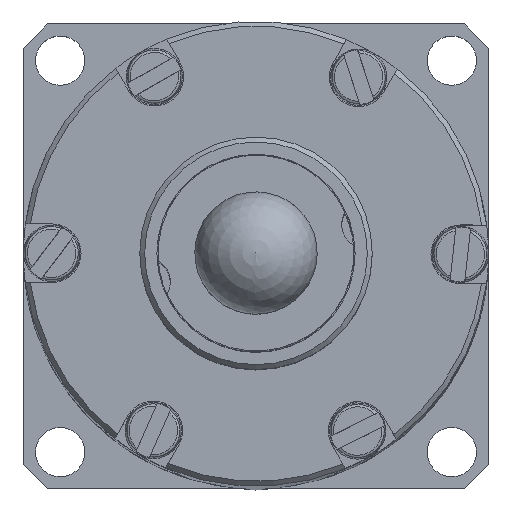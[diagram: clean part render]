
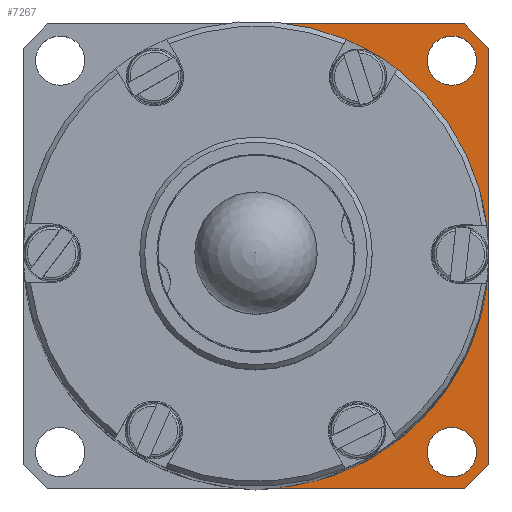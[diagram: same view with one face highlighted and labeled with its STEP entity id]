
A CAD part, top view. The second image highlights one B-rep face of the part: STEP entity #7267.
In plain terms, the highlighted planar face has unit normal (0, 0, 1).
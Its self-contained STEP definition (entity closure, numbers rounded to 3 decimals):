
#424=LINE('',#13059,#722);
#433=LINE('',#13108,#731);
#437=LINE('',#13114,#735);
#440=LINE('',#13121,#738);
#444=LINE('',#13129,#742);
#452=LINE('',#13161,#750);
#453=LINE('',#13164,#751);
#722=VECTOR('',#9385,17.);
#731=VECTOR('',#9438,8.5);
#735=VECTOR('',#9446,1.414);
#738=VECTOR('',#9453,1.414);
#742=VECTOR('',#9459,8.5);
#750=VECTOR('',#9493,3.197);
#751=VECTOR('',#9496,3.197);
#1352=FACE_BOUND('',#2882,.T.);
#1353=FACE_BOUND('',#2883,.T.);
#1696=CIRCLE('',#7893,1.007);
#1698=CIRCLE('',#7896,1.007);
#1707=CIRCLE('',#7919,9.5);
#1708=CIRCLE('',#7920,9.5);
#1709=CIRCLE('',#7921,1.);
#2100=PLANE('',#7918);
#2383=FACE_OUTER_BOUND('',#2881,.T.);
#2881=EDGE_LOOP('',(#5954,#5955,#5956,#5957,#5958,#5959,#5960,#5961,#5962,
#5963));
#2882=EDGE_LOOP('',(#5964));
#2883=EDGE_LOOP('',(#5965));
#3663=VERTEX_POINT('',#13055);
#3665=VERTEX_POINT('',#13058);
#3674=VERTEX_POINT('',#13083);
#3676=VERTEX_POINT('',#13088);
#3681=VERTEX_POINT('',#13104);
#3683=VERTEX_POINT('',#13107);
#3685=VERTEX_POINT('',#13120);
#3688=VERTEX_POINT('',#13127);
#3697=VERTEX_POINT('',#13156);
#3698=VERTEX_POINT('',#13158);
#3699=VERTEX_POINT('',#13160);
#3700=VERTEX_POINT('',#13162);
#4476=EDGE_CURVE('',#3663,#3665,#424,.T.);
#4488=EDGE_CURVE('',#3674,#3674,#1696,.T.);
#4490=EDGE_CURVE('',#3676,#3676,#1698,.T.);
#4498=EDGE_CURVE('',#3681,#3683,#433,.T.);
#4502=EDGE_CURVE('',#3665,#3681,#437,.T.);
#4505=EDGE_CURVE('',#3685,#3663,#440,.T.);
#4509=EDGE_CURVE('',#3688,#3685,#444,.T.);
#4523=EDGE_CURVE('',#3697,#3683,#1707,.T.);
#4524=EDGE_CURVE('',#3688,#3698,#1708,.T.);
#4525=EDGE_CURVE('',#3698,#3699,#452,.T.);
#4526=EDGE_CURVE('',#3699,#3700,#1709,.T.);
#4527=EDGE_CURVE('',#3700,#3697,#453,.T.);
#5954=ORIENTED_EDGE('',*,*,#4523,.T.);
#5955=ORIENTED_EDGE('',*,*,#4498,.F.);
#5956=ORIENTED_EDGE('',*,*,#4502,.F.);
#5957=ORIENTED_EDGE('',*,*,#4476,.F.);
#5958=ORIENTED_EDGE('',*,*,#4505,.F.);
#5959=ORIENTED_EDGE('',*,*,#4509,.F.);
#5960=ORIENTED_EDGE('',*,*,#4524,.T.);
#5961=ORIENTED_EDGE('',*,*,#4525,.T.);
#5962=ORIENTED_EDGE('',*,*,#4526,.T.);
#5963=ORIENTED_EDGE('',*,*,#4527,.T.);
#5964=ORIENTED_EDGE('',*,*,#4488,.T.);
#5965=ORIENTED_EDGE('',*,*,#4490,.T.);
#7267=ADVANCED_FACE('',(#2383,#1352,#1353),#2100,.T.);
#7893=AXIS2_PLACEMENT_3D('',#13084,#9413,#9414);
#7896=AXIS2_PLACEMENT_3D('',#13089,#9419,#9420);
#7918=AXIS2_PLACEMENT_3D('',#13155,#9487,#9488);
#7919=AXIS2_PLACEMENT_3D('',#13157,#9489,#9490);
#7920=AXIS2_PLACEMENT_3D('',#13159,#9491,#9492);
#7921=AXIS2_PLACEMENT_3D('',#13163,#9494,#9495);
#9385=DIRECTION('',(0.,-1.,0.));
#9413=DIRECTION('center_axis',(0.,0.,-1.));
#9414=DIRECTION('ref_axis',(1.,0.,0.));
#9419=DIRECTION('center_axis',(0.,0.,-1.));
#9420=DIRECTION('ref_axis',(1.,0.,0.));
#9438=DIRECTION('',(-1.,0.,0.));
#9446=DIRECTION('',(-0.707,-0.707,0.));
#9453=DIRECTION('',(0.707,-0.707,0.));
#9459=DIRECTION('',(1.,0.,0.));
#9487=DIRECTION('center_axis',(0.,0.,1.));
#9488=DIRECTION('ref_axis',(1.,0.,0.));
#9489=DIRECTION('center_axis',(0.,0.,-1.));
#9490=DIRECTION('ref_axis',(-1.,0.,0.));
#9491=DIRECTION('center_axis',(0.,0.,-1.));
#9492=DIRECTION('ref_axis',(-1.,0.,0.));
#9493=DIRECTION('',(-1.,0.,0.));
#9494=DIRECTION('center_axis',(0.,0.,1.));
#9495=DIRECTION('ref_axis',(0.,-1.,0.));
#9496=DIRECTION('',(1.,0.,0.));
#13055=CARTESIAN_POINT('',(9.5,8.5,2.));
#13058=CARTESIAN_POINT('',(9.5,-8.5,2.));
#13059=CARTESIAN_POINT('',(9.5,9.5,2.));
#13083=CARTESIAN_POINT('',(9.007,8.,2.));
#13084=CARTESIAN_POINT('Origin',(8.,8.,2.));
#13088=CARTESIAN_POINT('',(9.007,-8.,2.));
#13089=CARTESIAN_POINT('Origin',(8.,-8.,2.));
#13104=CARTESIAN_POINT('',(8.5,-9.5,2.));
#13107=CARTESIAN_POINT('',(0.,-9.5,2.));
#13108=CARTESIAN_POINT('',(9.5,-9.5,2.));
#13114=CARTESIAN_POINT('',(9.,-9.,2.));
#13120=CARTESIAN_POINT('',(8.5,9.5,2.));
#13121=CARTESIAN_POINT('',(9.,9.,2.));
#13127=CARTESIAN_POINT('',(0.,9.5,2.));
#13129=CARTESIAN_POINT('',(-9.5,9.5,2.));
#13155=CARTESIAN_POINT('Origin',(0.,0.,2.));
#13156=CARTESIAN_POINT('',(9.447,-1.,2.));
#13157=CARTESIAN_POINT('Origin',(0.,0.,
2.));
#13158=CARTESIAN_POINT('',(9.447,1.,2.));
#13159=CARTESIAN_POINT('Origin',(0.,0.,
2.));
#13160=CARTESIAN_POINT('',(6.25,1.,2.));
#13161=CARTESIAN_POINT('',(3.125,1.,2.));
#13162=CARTESIAN_POINT('',(6.25,-1.,2.));
#13163=CARTESIAN_POINT('Origin',(6.25,0.,2.));
#13164=CARTESIAN_POINT('',(4.724,-1.,2.));
